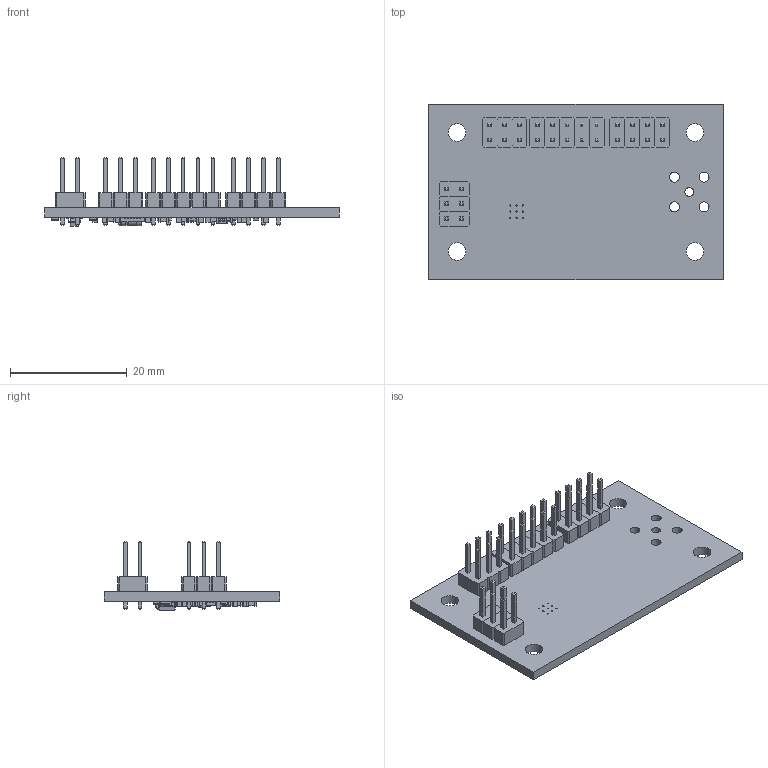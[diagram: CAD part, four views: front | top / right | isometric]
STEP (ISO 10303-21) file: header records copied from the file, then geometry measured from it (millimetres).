
FILE_DESCRIPTION(('KiCad electronic assembly'),'2;1');
FILE_NAME('ISM02B.step','2023-02-13T19:33:37',('Pcbnew'),('Kicad'), 'Open CASCADE STEP processor 7.5','KiCad to STEP converter','Unknown' );
FILE_SCHEMA(('AUTOMOTIVE_DESIGN { 1 0 10303 214 1 1 1 1 }'));
Length unit declared in the file: millimetre
Products named in the file (22): ISM02B 1; PinHeader_2x01_P2.54mm_Vertical; SOLID; PinHeader_2x03_P2.54mm_Vertical; C_0603_1608Metric; QFN-24-1EP_4x4mm_P0.5mm_EP2.6x2.6mm; R_0603_1608Metric; L_0402_1005Metric; R_0805_2012Metric; D_MiniMELF; SOT-23-5; SOT-363_SC-70-6; tmpl7k0zcy8 PCB
Assembly tree (60 placements, depth 3):
  ISM02B 1
    PinHeader_2x01_P2.54mm_Vertical  x12
      SOLID
    PinHeader_2x03_P2.54mm_Vertical
      SOLID
    C_0603_1608Metric  x20
      SOLID
    QFN-24-1EP_4x4mm_P0.5mm_EP2.6x2.6mm
      SOLID
    R_0603_1608Metric  x2
      SOLID
    L_0402_1005Metric  x6
      SOLID
    R_0805_2012Metric  x4
      SOLID
    D_MiniMELF
      SOLID
    SOT-23-5
      SOLID
    SOT-363_SC-70-6
      SOLID
    tmpl7k0zcy8 PCB
Bounding box: 50.29 x 29.97 x 11.79 mm (x, y, z)
Volume: 2965.9 mm3; surface area: 5254.8 mm2
Topology: 50 solids, 50 shells, 2018 faces, 5030 edges, 3230 vertices
Faces by surface type: plane 1475, cylinder 482, bspline 59, revolution 2
Full cylindrical faces by diameter (mm): 0.2 x9, 0.5 x1, 0.889 x30, 1.35 x2, 1.4 x3, 1.5 x1, 1.7 x4, 3 x4
Entity records: 52399 total; most frequent: CARTESIAN_POINT 8867, DIRECTION 7150, LINE 4827, VECTOR 4827, ORIENTED_EDGE 3772, PCURVE 3772, DEFINITIONAL_REPRESENTATION 3772, EDGE_CURVE 1886
